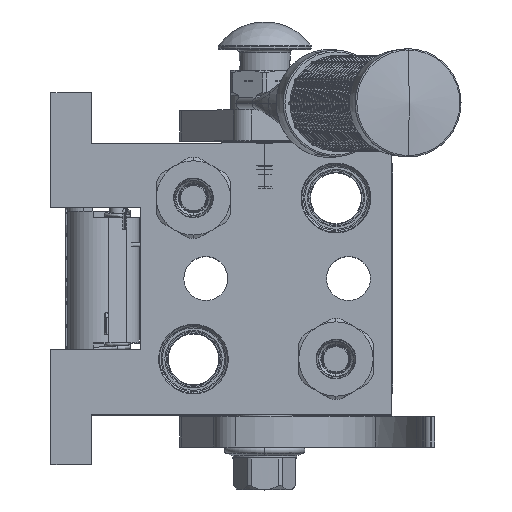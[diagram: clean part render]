
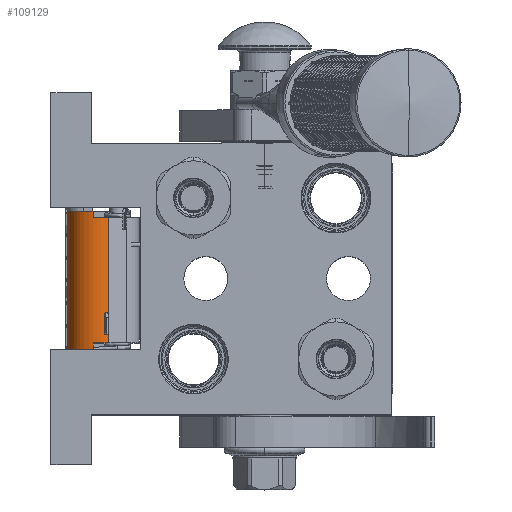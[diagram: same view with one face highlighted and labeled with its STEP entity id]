
A CAD part, top view. The second image highlights one B-rep face of the part: STEP entity #109129.
In plain terms, the highlighted cylindrical face has radius 9.5 mm (diameter 19 mm), a partial arc.
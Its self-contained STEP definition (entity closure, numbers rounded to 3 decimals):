
#988 = EDGE_CURVE ( 'NONE', #68586, #151229, #66958, .T. ) ;
#1018 = VERTEX_POINT ( 'NONE', #80085 ) ;
#6308 = CARTESIAN_POINT ( 'NONE',  ( 20.25, 0., -56.881 ) ) ;
#10267 = CARTESIAN_POINT ( 'NONE',  ( 20.25, 0., -56.881 ) ) ;
#15381 = FACE_OUTER_BOUND ( 'NONE', #42109, .T. ) ;
#17353 = DIRECTION ( 'NONE',  ( 1., 0., 0. ) ) ;
#27200 = LINE ( 'NONE', #91460, #171667 ) ;
#29699 = ORIENTED_EDGE ( 'NONE', *, *, #134940, .F. ) ;
#30522 = ORIENTED_EDGE ( 'NONE', *, *, #40059, .T. ) ;
#31285 = DIRECTION ( 'NONE',  ( 1., 0., 0. ) ) ;
#31733 = CARTESIAN_POINT ( 'NONE',  ( -22.25, 8., -47.5 ) ) ;
#33996 = CARTESIAN_POINT ( 'NONE',  ( -22.25, 0., -56.881 ) ) ;
#35428 = ORIENTED_EDGE ( 'NONE', *, *, #130507, .F. ) ;
#38597 = EDGE_CURVE ( 'NONE', #151229, #133393, #176776, .T. ) ;
#40059 = EDGE_CURVE ( 'NONE', #141901, #110234, #27200, .T. ) ;
#42109 = EDGE_LOOP ( 'NONE', ( #65201, #105047, #29699, #191498, #30522, #35428, #96172, #179569 ) ) ;
#46571 = CARTESIAN_POINT ( 'NONE',  ( -20.25, -1.5, -47.5 ) ) ;
#54570 = CIRCLE ( 'NONE', #84867, 9.5 ) ;
#61259 = CARTESIAN_POINT ( 'NONE',  ( -22.25, -1.5, -47.5 ) ) ;
#64265 = DIRECTION ( 'NONE',  ( 0., -0.385, -0.923 ) ) ;
#65201 = ORIENTED_EDGE ( 'NONE', *, *, #116463, .F. ) ;
#66958 = CIRCLE ( 'NONE', #102601, 9.5 ) ;
#68586 = VERTEX_POINT ( 'NONE', #92592 ) ;
#69666 = EDGE_CURVE ( 'NONE', #1018, #126900, #82614, .T. ) ;
#72578 = CARTESIAN_POINT ( 'NONE',  ( 22.25, -1.5, -47.5 ) ) ;
#78657 = CARTESIAN_POINT ( 'NONE',  ( -22.25, -1.5, -47.5 ) ) ;
#80085 = CARTESIAN_POINT ( 'NONE',  ( -20.25, -5.154, -56.269 ) ) ;
#80723 = DIRECTION ( 'NONE',  ( 1., 0., 0. ) ) ;
#82614 = CIRCLE ( 'NONE', #191763, 9.5 ) ;
#84867 = AXIS2_PLACEMENT_3D ( 'NONE', #72578, #31285, #137902 ) ;
#85142 = DIRECTION ( 'NONE',  ( 1., 0., 0. ) ) ;
#86798 = VECTOR ( 'NONE', #101516, 1000. ) ;
#91460 = CARTESIAN_POINT ( 'NONE',  ( -22.25, 8., -47.5 ) ) ;
#92103 = DIRECTION ( 'NONE',  ( 1., 0., 0. ) ) ;
#92592 = CARTESIAN_POINT ( 'NONE',  ( 20.25, -5.154, -56.269 ) ) ;
#96172 = ORIENTED_EDGE ( 'NONE', *, *, #38597, .F. ) ;
#100618 = CARTESIAN_POINT ( 'NONE',  ( 22.25, 8., -47.5 ) ) ;
#101346 = AXIS2_PLACEMENT_3D ( 'NONE', #61259, #182311, #154471 ) ;
#101516 = DIRECTION ( 'NONE',  ( 1., 0., 0. ) ) ;
#102601 = AXIS2_PLACEMENT_3D ( 'NONE', #110544, #80723, #64265 ) ;
#104720 = DIRECTION ( 'NONE',  ( 0., -0.385, -0.923 ) ) ;
#105047 = ORIENTED_EDGE ( 'NONE', *, *, #69666, .T. ) ;
#109129 = ADVANCED_FACE ( 'NONE', ( #15381 ), #116887, .T. ) ;
#110234 = VERTEX_POINT ( 'NONE', #100618 ) ;
#110544 = CARTESIAN_POINT ( 'NONE',  ( 20.25, -1.5, -47.5 ) ) ;
#110982 = CIRCLE ( 'NONE', #101346, 9.5 ) ;
#116463 = EDGE_CURVE ( 'NONE', #1018, #68586, #151121, .T. ) ;
#116887 = CYLINDRICAL_SURFACE ( 'NONE', #165122, 9.5 ) ;
#124487 = VECTOR ( 'NONE', #170222, 1000. ) ;
#126900 = VERTEX_POINT ( 'NONE', #188142 ) ;
#130507 = EDGE_CURVE ( 'NONE', #133393, #110234, #54570, .T. ) ;
#132436 = CARTESIAN_POINT ( 'NONE',  ( 22.25, 0., -56.881 ) ) ;
#133393 = VERTEX_POINT ( 'NONE', #132436 ) ;
#134940 = EDGE_CURVE ( 'NONE', #190608, #126900, #152771, .T. ) ;
#137902 = DIRECTION ( 'NONE',  ( 0., 0.158, -0.987 ) ) ;
#141442 = VECTOR ( 'NONE', #85142, 1000. ) ;
#141901 = VERTEX_POINT ( 'NONE', #31733 ) ;
#151121 = LINE ( 'NONE', #193031, #141442 ) ;
#151229 = VERTEX_POINT ( 'NONE', #6308 ) ;
#152771 = LINE ( 'NONE', #33996, #124487 ) ;
#154471 = DIRECTION ( 'NONE',  ( 0., 0.158, -0.987 ) ) ;
#165122 = AXIS2_PLACEMENT_3D ( 'NONE', #78657, #170564, #182596 ) ;
#166528 = CARTESIAN_POINT ( 'NONE',  ( -22.25, 0., -56.881 ) ) ;
#170222 = DIRECTION ( 'NONE',  ( 1., 0., 0. ) ) ;
#170564 = DIRECTION ( 'NONE',  ( -1., 0., 0. ) ) ;
#171667 = VECTOR ( 'NONE', #17353, 1000. ) ;
#176776 = LINE ( 'NONE', #10267, #86798 ) ;
#179569 = ORIENTED_EDGE ( 'NONE', *, *, #988, .F. ) ;
#182311 = DIRECTION ( 'NONE',  ( 1., 0., 0. ) ) ;
#182596 = DIRECTION ( 'NONE',  ( 0., -1., 0. ) ) ;
#188142 = CARTESIAN_POINT ( 'NONE',  ( -20.25, 0., -56.881 ) ) ;
#189545 = EDGE_CURVE ( 'NONE', #190608, #141901, #110982, .T. ) ;
#190608 = VERTEX_POINT ( 'NONE', #166528 ) ;
#191498 = ORIENTED_EDGE ( 'NONE', *, *, #189545, .T. ) ;
#191763 = AXIS2_PLACEMENT_3D ( 'NONE', #46571, #92103, #104720 ) ;
#193031 = CARTESIAN_POINT ( 'NONE',  ( -20.25, -5.154, -56.269 ) ) ;
